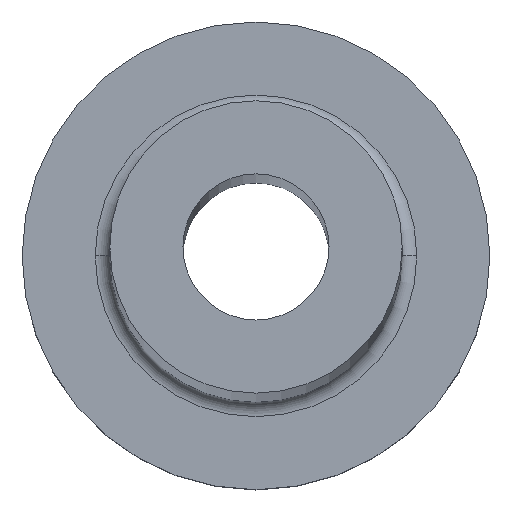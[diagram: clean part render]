
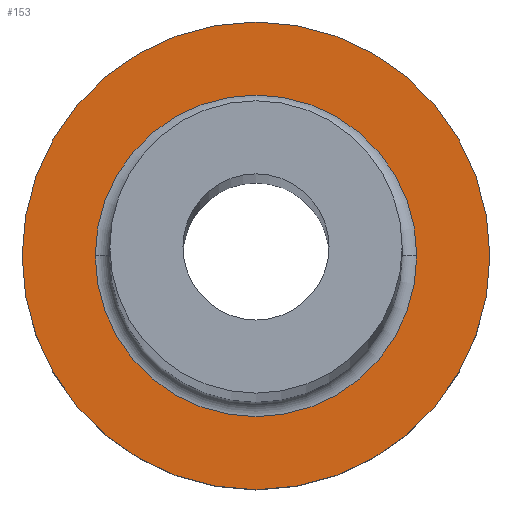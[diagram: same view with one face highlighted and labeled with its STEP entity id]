
A CAD part, top view. The second image highlights one B-rep face of the part: STEP entity #153.
In plain terms, the highlighted planar face has unit normal (0, 0, 1).
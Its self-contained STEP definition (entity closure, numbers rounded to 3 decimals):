
#2 = ORIENTED_EDGE ( 'NONE', *, *, #381, .T. ) ;
#6 = ORIENTED_EDGE ( 'NONE', *, *, #290, .T. ) ;
#7 = CIRCLE ( 'NONE', #32, 8. ) ;
#9 = DIRECTION ( 'NONE',  ( 1., 0., 0. ) ) ;
#18 = CIRCLE ( 'NONE', #320, 8. ) ;
#21 = FACE_OUTER_BOUND ( 'NONE', #217, .T. ) ;
#32 = AXIS2_PLACEMENT_3D ( 'NONE', #242, #114, #209 ) ;
#55 = DIRECTION ( 'NONE',  ( 1., 0., 0. ) ) ;
#75 = PLANE ( 'NONE',  #351 ) ;
#77 = CARTESIAN_POINT ( 'NONE',  ( -8., 0., 5. ) ) ;
#78 = CIRCLE ( 'NONE', #100, 5.5 ) ;
#87 = VERTEX_POINT ( 'NONE', #249 ) ;
#100 = AXIS2_PLACEMENT_3D ( 'NONE', #109, #225, #55 ) ;
#109 = CARTESIAN_POINT ( 'NONE',  ( 0., 0., 5. ) ) ;
#114 = DIRECTION ( 'NONE',  ( 0., 0., 1. ) ) ;
#118 = CARTESIAN_POINT ( 'NONE',  ( 0., 0., 5. ) ) ;
#120 = DIRECTION ( 'NONE',  ( 1., 0., 0. ) ) ;
#146 = DIRECTION ( 'NONE',  ( 0., 0., 1. ) ) ;
#153 = ADVANCED_FACE ( 'NONE', ( #319, #21 ), #75, .T. ) ;
#180 = CARTESIAN_POINT ( 'NONE',  ( 0., 0., 5. ) ) ;
#190 = VERTEX_POINT ( 'NONE', #226 ) ;
#194 = VERTEX_POINT ( 'NONE', #77 ) ;
#203 = CIRCLE ( 'NONE', #284, 5.5 ) ;
#209 = DIRECTION ( 'NONE',  ( 1., 0., 0. ) ) ;
#217 = EDGE_LOOP ( 'NONE', ( #306, #6 ) ) ;
#225 = DIRECTION ( 'NONE',  ( 0., 0., -1. ) ) ;
#226 = CARTESIAN_POINT ( 'NONE',  ( 5.5, 0., 5. ) ) ;
#228 = CARTESIAN_POINT ( 'NONE',  ( 0., 0., 5. ) ) ;
#242 = CARTESIAN_POINT ( 'NONE',  ( 0., 0., 5. ) ) ;
#243 = EDGE_CURVE ( 'NONE', #297, #190, #78, .T. ) ;
#249 = CARTESIAN_POINT ( 'NONE',  ( 8., 0., 5. ) ) ;
#253 = DIRECTION ( 'NONE',  ( 1., 0., 0. ) ) ;
#284 = AXIS2_PLACEMENT_3D ( 'NONE', #180, #296, #9 ) ;
#286 = EDGE_CURVE ( 'NONE', #194, #87, #18, .T. ) ;
#290 = EDGE_CURVE ( 'NONE', #87, #194, #7, .T. ) ;
#294 = CARTESIAN_POINT ( 'NONE',  ( -5.5, 0., 5. ) ) ;
#296 = DIRECTION ( 'NONE',  ( 0., 0., -1. ) ) ;
#297 = VERTEX_POINT ( 'NONE', #294 ) ;
#306 = ORIENTED_EDGE ( 'NONE', *, *, #286, .T. ) ;
#307 = ORIENTED_EDGE ( 'NONE', *, *, #243, .T. ) ;
#319 = FACE_BOUND ( 'NONE', #361, .T. ) ;
#320 = AXIS2_PLACEMENT_3D ( 'NONE', #118, #146, #120 ) ;
#349 = DIRECTION ( 'NONE',  ( 0., 0., 1. ) ) ;
#351 = AXIS2_PLACEMENT_3D ( 'NONE', #228, #349, #253 ) ;
#361 = EDGE_LOOP ( 'NONE', ( #2, #307 ) ) ;
#381 = EDGE_CURVE ( 'NONE', #190, #297, #203, .T. ) ;
